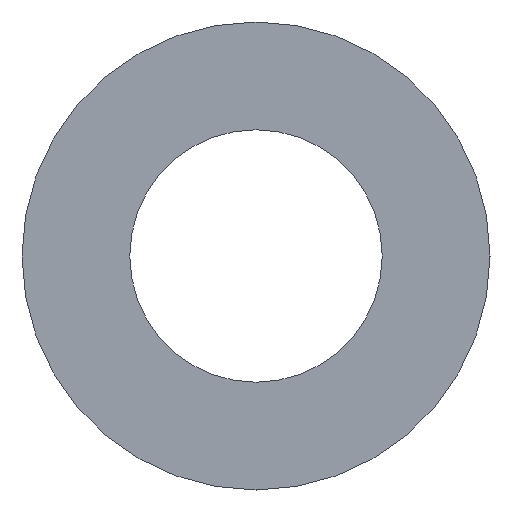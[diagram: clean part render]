
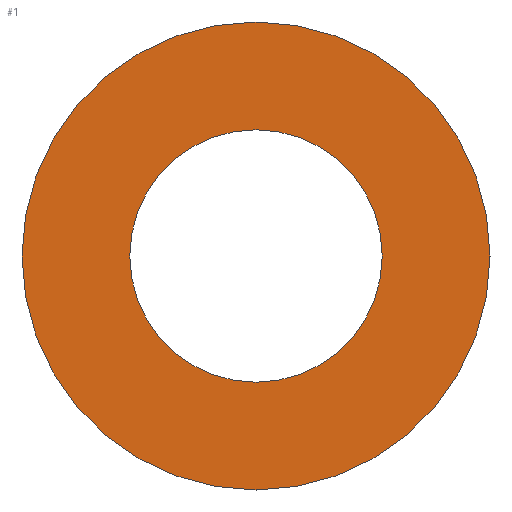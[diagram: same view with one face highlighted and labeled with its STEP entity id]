
A CAD part, front view. The second image highlights one B-rep face of the part: STEP entity #1.
In plain terms, the highlighted planar face has unit normal (0, -1, 0).
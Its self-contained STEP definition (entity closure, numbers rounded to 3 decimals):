
#1 = ADVANCED_FACE ( 'NONE', ( #72, #81 ), #250, .T. ) ;
#2 = EDGE_CURVE ( 'NONE', #102, #106, #225, .T. ) ;
#3 = EDGE_CURVE ( 'NONE', #23, #16, #71, .T. ) ;
#5 = EDGE_LOOP ( 'NONE', ( #6, #7 ) ) ;
#6 = ORIENTED_EDGE ( 'NONE', *, *, #3, .F. ) ;
#7 = ORIENTED_EDGE ( 'NONE', *, *, #13, .F. ) ;
#13 = EDGE_CURVE ( 'NONE', #16, #23, #185, .T. ) ;
#14 = ORIENTED_EDGE ( 'NONE', *, *, #50, .T. ) ;
#16 = VERTEX_POINT ( 'NONE', #179 ) ;
#23 = VERTEX_POINT ( 'NONE', #240 ) ;
#44 = ORIENTED_EDGE ( 'NONE', *, *, #2, .T. ) ;
#50 = EDGE_CURVE ( 'NONE', #106, #102, #212, .T. ) ;
#59 = CARTESIAN_POINT ( 'NONE',  ( 0., 0., 0. ) ) ;
#60 = AXIS2_PLACEMENT_3D ( 'NONE', #59, #99, #98 ) ;
#71 = CIRCLE ( 'NONE', #80, 10.25 ) ;
#72 = FACE_OUTER_BOUND ( 'NONE', #140, .T. ) ;
#79 = AXIS2_PLACEMENT_3D ( 'NONE', #224, #223, #222 ) ;
#80 = AXIS2_PLACEMENT_3D ( 'NONE', #219, #218, #217 ) ;
#81 = FACE_BOUND ( 'NONE', #5, .T. ) ;
#90 = CARTESIAN_POINT ( 'NONE',  ( 0., 0., -19. ) ) ;
#98 = DIRECTION ( 'NONE',  ( 0., 0., -1. ) ) ;
#99 = DIRECTION ( 'NONE',  ( 0., -1., 0. ) ) ;
#102 = VERTEX_POINT ( 'NONE', #187 ) ;
#106 = VERTEX_POINT ( 'NONE', #90 ) ;
#140 = EDGE_LOOP ( 'NONE', ( #14, #44 ) ) ;
#172 = DIRECTION ( 'NONE',  ( 0., -1., 0. ) ) ;
#173 = CARTESIAN_POINT ( 'NONE',  ( 0., 0., 0. ) ) ;
#174 = AXIS2_PLACEMENT_3D ( 'NONE', #173, #172, #244 ) ;
#179 = CARTESIAN_POINT ( 'NONE',  ( 0., 0., 10.25 ) ) ;
#185 = CIRCLE ( 'NONE', #174, 10.25 ) ;
#187 = CARTESIAN_POINT ( 'NONE',  ( 0., 0., 19. ) ) ;
#212 = CIRCLE ( 'NONE', #60, 19. ) ;
#217 = DIRECTION ( 'NONE',  ( 0., 0., -1. ) ) ;
#218 = DIRECTION ( 'NONE',  ( 0., -1., 0. ) ) ;
#219 = CARTESIAN_POINT ( 'NONE',  ( 0., 0., 0. ) ) ;
#222 = DIRECTION ( 'NONE',  ( 0., 0., -1. ) ) ;
#223 = DIRECTION ( 'NONE',  ( 0., -1., 0. ) ) ;
#224 = CARTESIAN_POINT ( 'NONE',  ( 0., 0., 0. ) ) ;
#225 = CIRCLE ( 'NONE', #79, 19. ) ;
#240 = CARTESIAN_POINT ( 'NONE',  ( 0., 0., -10.25 ) ) ;
#244 = DIRECTION ( 'NONE',  ( 0., 0., -1. ) ) ;
#246 = DIRECTION ( 'NONE',  ( 0., 0., -1. ) ) ;
#247 = DIRECTION ( 'NONE',  ( 0., -1., 0. ) ) ;
#248 = CARTESIAN_POINT ( 'NONE',  ( 19., 0., 0. ) ) ;
#249 = AXIS2_PLACEMENT_3D ( 'NONE', #248, #247, #246 ) ;
#250 = PLANE ( 'NONE',  #249 ) ;
